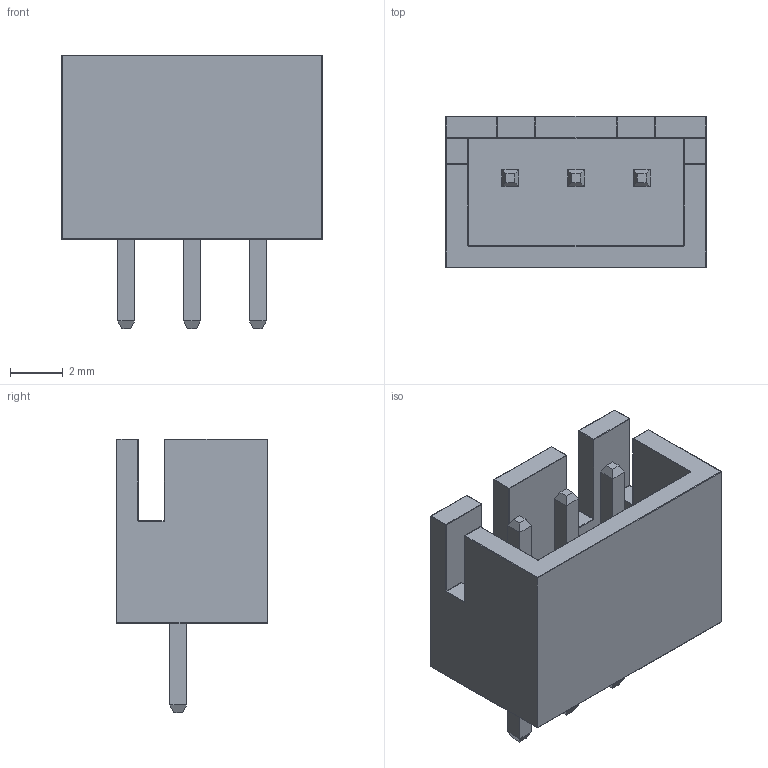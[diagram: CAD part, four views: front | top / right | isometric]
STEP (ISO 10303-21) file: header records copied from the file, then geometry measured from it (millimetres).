
FILE_DESCRIPTION(/* description */ (''),/* implementation_level */ '2;1');
FILE_NAME(/* name */ 'JST B3B-XH-A(LF)(SN).stp',/* time_stamp */ '2020-03-27T10:23:07-04:00',/* author */ ('Ricardo'),/* organization */ (''),/* preprocessor_version */ 'ST-DEVELOPER v18',/* originating_system */ 'Autodesk Inventor 2020',/* authorisation */ '');
FILE_SCHEMA (('AUTOMOTIVE_DESIGN { 1 0 10303 214 3 1 1 }'));
Length unit declared in the file: millimetre
Products named in the file (4): JST B3B-XH-A(LF)(SN); base; pins; logo_
Assembly tree (3 placements, depth 2):
  JST B3B-XH-A(LF)(SN)
    base
    pins
    logo_
Bounding box: 9.9 x 5.75 x 10.4 mm (x, y, z)
Volume: 238.6 mm3; surface area: 519.6 mm2
Topology: 8 solids, 8 shells, 263 faces, 605 edges, 358 vertices
Faces by surface type: plane 89, cylinder 67, bspline 63, sphere 26, torus 18
Full cylindrical faces by diameter (mm): 0.5 x1
Entity records: 7761 total; most frequent: CARTESIAN_POINT 1980, ORIENTED_EDGE 1210, DIRECTION 1083, EDGE_CURVE 605, AXIS2_PLACEMENT_3D 379, VERTEX_POINT 358, LINE 325, VECTOR 325
